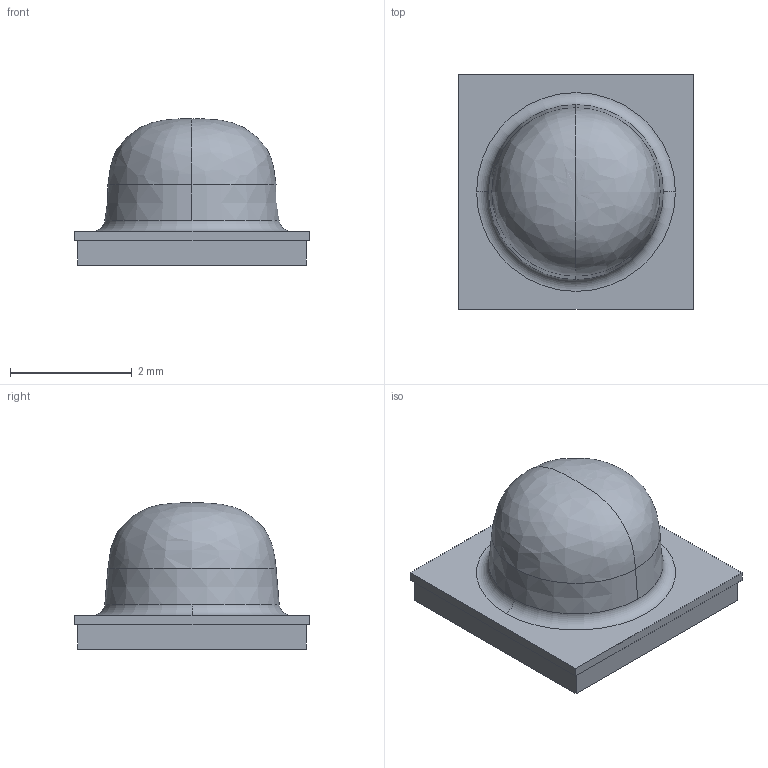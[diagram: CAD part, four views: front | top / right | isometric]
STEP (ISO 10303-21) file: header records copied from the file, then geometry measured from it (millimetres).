
FILE_DESCRIPTION (( 'STEP AP214' ), '1' );
FILE_NAME ('OSLON_SFH-4725S_IR.STEP', '2018-08-06T17:10:30', ( '' ), ( '' ), 'SwSTEP 2.0', 'SolidWorks 2017', '' );
FILE_SCHEMA (( 'AUTOMOTIVE_DESIGN' ));
Length unit declared in the file: millimetre
Products named in the file (2): OSLON_SFH-4725S_IR
Bounding box: 3.85 x 3.85 x 2.4 mm (x, y, z)
Volume: 17.5 mm3; surface area: 48.5 mm2
Topology: 1 solids, 1 shells, 44 faces, 113 edges, 74 vertices
Faces by surface type: plane 26, cylinder 11, bspline 3, torus 2, cone 2
Entity records: 1645 total; most frequent: CARTESIAN_POINT 314, DIRECTION 223, ORIENTED_EDGE 222, EDGE_CURVE 111, AXIS2_PLACEMENT_3D 75, VERTEX_POINT 74, VECTOR 73, LINE 73
